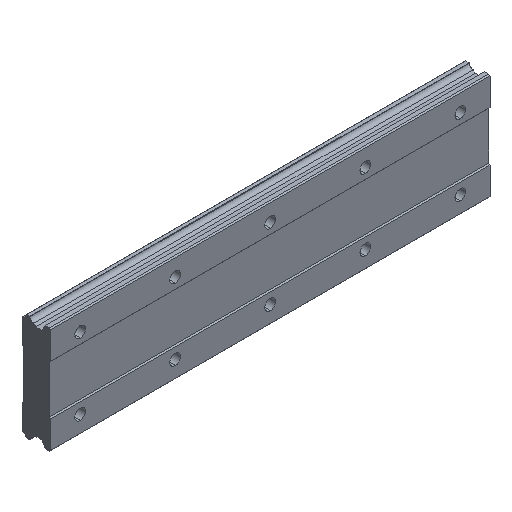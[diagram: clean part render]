
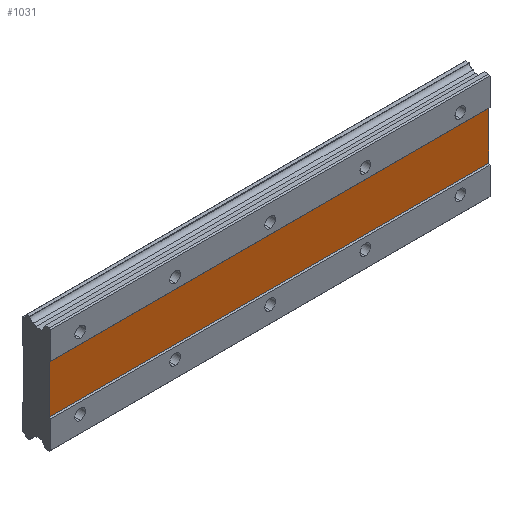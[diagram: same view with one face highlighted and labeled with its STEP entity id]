
A CAD part, isometric view. The second image highlights one B-rep face of the part: STEP entity #1031.
In plain terms, the highlighted planar face has unit normal (0, -1, 0).
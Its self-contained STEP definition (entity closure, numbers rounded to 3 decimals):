
#51 = AXIS2_PLACEMENT_3D ( 'NONE', #1761, #1989, #760 ) ;
#54 = EDGE_CURVE ( 'NONE', #383, #1837, #757, .T. ) ;
#56 = DIRECTION ( 'NONE',  ( 0., 0., -1. ) ) ;
#140 = EDGE_CURVE ( 'NONE', #1279, #1837, #2034, .T. ) ;
#151 = ORIENTED_EDGE ( 'NONE', *, *, #538, .F. ) ;
#383 = VERTEX_POINT ( 'NONE', #2313 ) ;
#538 = EDGE_CURVE ( 'NONE', #383, #1726, #1920, .T. ) ;
#576 = ORIENTED_EDGE ( 'NONE', *, *, #140, .F. ) ;
#667 = DIRECTION ( 'NONE',  ( 1., 0., 0. ) ) ;
#709 = DIRECTION ( 'NONE',  ( 0., 0., -1. ) ) ;
#757 = LINE ( 'NONE', #938, #1587 ) ;
#760 = DIRECTION ( 'NONE',  ( 0., 0., 1. ) ) ;
#903 = EDGE_CURVE ( 'NONE', #1726, #1279, #2118, .T. ) ;
#938 = CARTESIAN_POINT ( 'NONE',  ( -25., 1., 44.91 ) ) ;
#1031 = ADVANCED_FACE ( 'NONE', ( #2616 ), #2163, .F. ) ;
#1279 = VERTEX_POINT ( 'NONE', #1658 ) ;
#1461 = CARTESIAN_POINT ( 'NONE',  ( 345., 1., -20. ) ) ;
#1546 = VECTOR ( 'NONE', #667, 1000. ) ;
#1587 = VECTOR ( 'NONE', #709, 1000. ) ;
#1629 = DIRECTION ( 'NONE',  ( -1., 0., 0. ) ) ;
#1658 = CARTESIAN_POINT ( 'NONE',  ( 345., 1., -20. ) ) ;
#1726 = VERTEX_POINT ( 'NONE', #2433 ) ;
#1761 = CARTESIAN_POINT ( 'NONE',  ( 345., 1., 20. ) ) ;
#1837 = VERTEX_POINT ( 'NONE', #2275 ) ;
#1907 = CARTESIAN_POINT ( 'NONE',  ( 345., 1., 20. ) ) ;
#1920 = LINE ( 'NONE', #1907, #1546 ) ;
#1989 = DIRECTION ( 'NONE',  ( 0., 1., 0. ) ) ;
#2027 = EDGE_LOOP ( 'NONE', ( #576, #2480, #151, #2037 ) ) ;
#2034 = LINE ( 'NONE', #1461, #2268 ) ;
#2037 = ORIENTED_EDGE ( 'NONE', *, *, #54, .T. ) ;
#2118 = LINE ( 'NONE', #2566, #2549 ) ;
#2163 = PLANE ( 'NONE',  #51 ) ;
#2268 = VECTOR ( 'NONE', #1629, 1000. ) ;
#2275 = CARTESIAN_POINT ( 'NONE',  ( -25., 1., -20. ) ) ;
#2313 = CARTESIAN_POINT ( 'NONE',  ( -25., 1., 20. ) ) ;
#2433 = CARTESIAN_POINT ( 'NONE',  ( 345., 1., 20. ) ) ;
#2480 = ORIENTED_EDGE ( 'NONE', *, *, #903, .F. ) ;
#2549 = VECTOR ( 'NONE', #56, 1000. ) ;
#2566 = CARTESIAN_POINT ( 'NONE',  ( 345., 1., 44.91 ) ) ;
#2616 = FACE_OUTER_BOUND ( 'NONE', #2027, .T. ) ;
